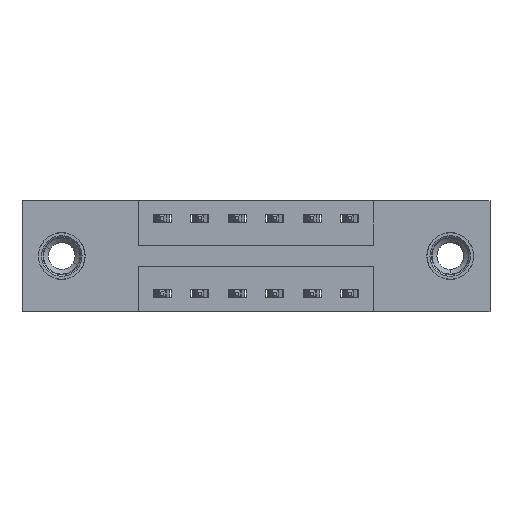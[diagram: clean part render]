
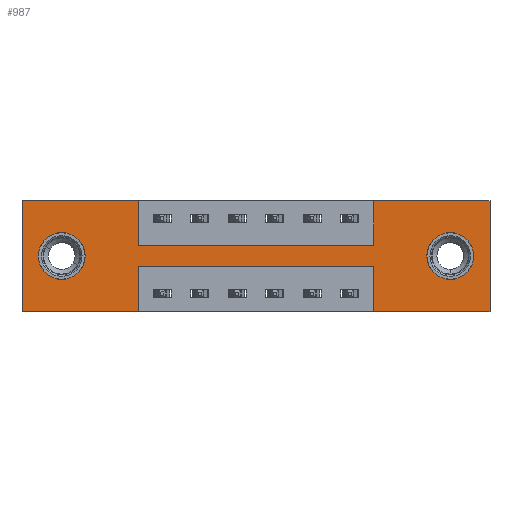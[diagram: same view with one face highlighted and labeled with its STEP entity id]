
A CAD part, front view. The second image highlights one B-rep face of the part: STEP entity #987.
In plain terms, the highlighted planar face has unit normal (0, -1, 0).
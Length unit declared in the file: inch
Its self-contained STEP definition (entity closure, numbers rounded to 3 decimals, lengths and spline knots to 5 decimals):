
#5 = ORIENTED_EDGE ( 'NONE', *, *, #9487, .F. ) ;
#130 = EDGE_CURVE ( 'NONE', #9387, #5008, #158, .T. ) ;
#158 = LINE ( 'NONE', #1521, #5369 ) ;
#164 = DIRECTION ( 'NONE',  ( 0., 0., 1. ) ) ;
#244 = CARTESIAN_POINT ( 'NONE',  ( 1.4275, 0., -0.185 ) ) ;
#294 = ORIENTED_EDGE ( 'NONE', *, *, #1545, .F. ) ;
#341 = CARTESIAN_POINT ( 'NONE',  ( 0.3875, 0., -0.22 ) ) ;
#382 = EDGE_CURVE ( 'NONE', #4665, #6445, #4753, .T. ) ;
#512 = DIRECTION ( 'NONE',  ( 0., 1., 0. ) ) ;
#577 = LINE ( 'NONE', #3865, #6969 ) ;
#668 = CIRCLE ( 'NONE', #4110, 0.078 ) ;
#809 = DIRECTION ( 'NONE',  ( 0., 0., 1. ) ) ;
#826 = DIRECTION ( 'NONE',  ( 0., 0., 1. ) ) ;
#987 = ADVANCED_FACE ( 'NONE', ( #4863, #6554, #4463 ), #7746, .T. ) ;
#1035 = DIRECTION ( 'NONE',  ( 0., 1., 0. ) ) ;
#1067 = CARTESIAN_POINT ( 'NONE',  ( 1.1725, 0., -0.37 ) ) ;
#1091 = DIRECTION ( 'NONE',  ( 1., 0., 0. ) ) ;
#1244 = EDGE_CURVE ( 'NONE', #4584, #3890, #8866, .T. ) ;
#1462 = DIRECTION ( 'NONE',  ( 1., 0., 0. ) ) ;
#1484 = CARTESIAN_POINT ( 'NONE',  ( 1.1725, 0., 0. ) ) ;
#1521 = CARTESIAN_POINT ( 'NONE',  ( 0., 0., -0.37 ) ) ;
#1545 = EDGE_CURVE ( 'NONE', #6289, #8983, #2887, .T. ) ;
#1553 = CARTESIAN_POINT ( 'NONE',  ( 0.1325, 0., -0.263 ) ) ;
#1650 = EDGE_CURVE ( 'NONE', #4204, #7100, #4573, .T. ) ;
#1690 = CARTESIAN_POINT ( 'NONE',  ( 0.3875, 0., -0.15 ) ) ;
#1702 = ORIENTED_EDGE ( 'NONE', *, *, #382, .F. ) ;
#1979 = ORIENTED_EDGE ( 'NONE', *, *, #6933, .F. ) ;
#2035 = CARTESIAN_POINT ( 'NONE',  ( 1.4275, 0., -0.185 ) ) ;
#2091 = DIRECTION ( 'NONE',  ( -1., 0., 0. ) ) ;
#2260 = DIRECTION ( 'NONE',  ( -1., 0., 0. ) ) ;
#2268 = LINE ( 'NONE', #4706, #2395 ) ;
#2280 = VERTEX_POINT ( 'NONE', #1067 ) ;
#2296 = VERTEX_POINT ( 'NONE', #8308 ) ;
#2345 = AXIS2_PLACEMENT_3D ( 'NONE', #3095, #4678, #6106 ) ;
#2395 = VECTOR ( 'NONE', #6922, 39.37008 ) ;
#2526 = DIRECTION ( 'NONE',  ( 0., -1., 0. ) ) ;
#2549 = CARTESIAN_POINT ( 'NONE',  ( 0.3875, 0., 0. ) ) ;
#2569 = VECTOR ( 'NONE', #5003, 39.37008 ) ;
#2586 = CARTESIAN_POINT ( 'NONE',  ( 1.4275, 0., -0.263 ) ) ;
#2589 = EDGE_LOOP ( 'NONE', ( #5022, #5965 ) ) ;
#2655 = CARTESIAN_POINT ( 'NONE',  ( 0.3875, 0., -0.15 ) ) ;
#2679 = EDGE_LOOP ( 'NONE', ( #8151, #6866 ) ) ;
#2720 = ORIENTED_EDGE ( 'NONE', *, *, #9000, .F. ) ;
#2739 = CARTESIAN_POINT ( 'NONE',  ( 0.3875, 0., -0.37 ) ) ;
#2766 = VECTOR ( 'NONE', #3198, 39.37008 ) ;
#2825 = VERTEX_POINT ( 'NONE', #6047 ) ;
#2854 = VECTOR ( 'NONE', #826, 39.37008 ) ;
#2885 = EDGE_CURVE ( 'NONE', #6129, #4665, #9739, .T. ) ;
#2887 = LINE ( 'NONE', #6844, #8922 ) ;
#3091 = CARTESIAN_POINT ( 'NONE',  ( 0., 0., 0. ) ) ;
#3095 = CARTESIAN_POINT ( 'NONE',  ( 0.1325, 0., -0.185 ) ) ;
#3110 = CARTESIAN_POINT ( 'NONE',  ( 0.1325, 0., -0.107 ) ) ;
#3173 = CARTESIAN_POINT ( 'NONE',  ( 1.1725, 0., -0.37 ) ) ;
#3177 = LINE ( 'NONE', #4907, #5153 ) ;
#3197 = ORIENTED_EDGE ( 'NONE', *, *, #8576, .F. ) ;
#3198 = DIRECTION ( 'NONE',  ( 0., 0., -1. ) ) ;
#3260 = AXIS2_PLACEMENT_3D ( 'NONE', #244, #1035, #4924 ) ;
#3281 = DIRECTION ( 'NONE',  ( 0., 1., 0. ) ) ;
#3380 = CARTESIAN_POINT ( 'NONE',  ( 0., 0., 0. ) ) ;
#3427 = CARTESIAN_POINT ( 'NONE',  ( 0.3875, 0., 0. ) ) ;
#3471 = EDGE_CURVE ( 'NONE', #2825, #6129, #6612, .T. ) ;
#3541 = ORIENTED_EDGE ( 'NONE', *, *, #130, .F. ) ;
#3631 = VECTOR ( 'NONE', #9550, 39.37008 ) ;
#3865 = CARTESIAN_POINT ( 'NONE',  ( 0.3875, 0., -0.22 ) ) ;
#3890 = VERTEX_POINT ( 'NONE', #3110 ) ;
#3954 = CARTESIAN_POINT ( 'NONE',  ( 1.1725, 0., -0.15 ) ) ;
#4110 = AXIS2_PLACEMENT_3D ( 'NONE', #7916, #3281, #8656 ) ;
#4199 = EDGE_CURVE ( 'NONE', #7100, #4204, #5720, .T. ) ;
#4204 = VERTEX_POINT ( 'NONE', #2586 ) ;
#4463 = FACE_OUTER_BOUND ( 'NONE', #5693, .T. ) ;
#4517 = EDGE_CURVE ( 'NONE', #2296, #2280, #2268, .T. ) ;
#4573 = CIRCLE ( 'NONE', #7129, 0.078 ) ;
#4584 = VERTEX_POINT ( 'NONE', #1553 ) ;
#4665 = VERTEX_POINT ( 'NONE', #1690 ) ;
#4678 = DIRECTION ( 'NONE',  ( 0., 1., 0. ) ) ;
#4706 = CARTESIAN_POINT ( 'NONE',  ( 0., 0., -0.37 ) ) ;
#4753 = LINE ( 'NONE', #2655, #2569 ) ;
#4863 = FACE_BOUND ( 'NONE', #2679, .T. ) ;
#4907 = CARTESIAN_POINT ( 'NONE',  ( 1.1725, 0., 0. ) ) ;
#4924 = DIRECTION ( 'NONE',  ( 0., 0., -1. ) ) ;
#5003 = DIRECTION ( 'NONE',  ( 1., 0., 0. ) ) ;
#5008 = VERTEX_POINT ( 'NONE', #6075 ) ;
#5022 = ORIENTED_EDGE ( 'NONE', *, *, #6103, .T. ) ;
#5153 = VECTOR ( 'NONE', #164, 39.37008 ) ;
#5188 = VECTOR ( 'NONE', #1091, 39.37008 ) ;
#5369 = VECTOR ( 'NONE', #2091, 39.37008 ) ;
#5460 = CARTESIAN_POINT ( 'NONE',  ( 1.56, 0., 0. ) ) ;
#5634 = LINE ( 'NONE', #2739, #8504 ) ;
#5654 = AXIS2_PLACEMENT_3D ( 'NONE', #7139, #2526, #8690 ) ;
#5693 = EDGE_LOOP ( 'NONE', ( #1979, #2720, #5788, #6169, #5, #294, #3197, #1702, #7356, #9701, #9836, #3541 ) ) ;
#5720 = CIRCLE ( 'NONE', #3260, 0.078 ) ;
#5788 = ORIENTED_EDGE ( 'NONE', *, *, #7355, .F. ) ;
#5960 = DIRECTION ( 'NONE',  ( 0., 0., -1. ) ) ;
#5965 = ORIENTED_EDGE ( 'NONE', *, *, #1244, .T. ) ;
#6047 = CARTESIAN_POINT ( 'NONE',  ( 0., 0., 0. ) ) ;
#6075 = CARTESIAN_POINT ( 'NONE',  ( 0., 0., -0.37 ) ) ;
#6103 = EDGE_CURVE ( 'NONE', #3890, #4584, #668, .T. ) ;
#6106 = DIRECTION ( 'NONE',  ( 0., 0., 1. ) ) ;
#6129 = VERTEX_POINT ( 'NONE', #2549 ) ;
#6169 = ORIENTED_EDGE ( 'NONE', *, *, #4517, .F. ) ;
#6289 = VERTEX_POINT ( 'NONE', #1484 ) ;
#6445 = VERTEX_POINT ( 'NONE', #3954 ) ;
#6532 = CARTESIAN_POINT ( 'NONE',  ( 1.1725, 0., -0.22 ) ) ;
#6554 = FACE_BOUND ( 'NONE', #2589, .T. ) ;
#6612 = LINE ( 'NONE', #3380, #5188 ) ;
#6844 = CARTESIAN_POINT ( 'NONE',  ( 0., 0., 0. ) ) ;
#6866 = ORIENTED_EDGE ( 'NONE', *, *, #1650, .T. ) ;
#6870 = LINE ( 'NONE', #5460, #2766 ) ;
#6922 = DIRECTION ( 'NONE',  ( -1., 0., 0. ) ) ;
#6933 = EDGE_CURVE ( 'NONE', #7493, #9387, #5634, .T. ) ;
#6942 = CARTESIAN_POINT ( 'NONE',  ( 1.56, 0., 0. ) ) ;
#6969 = VECTOR ( 'NONE', #2260, 39.37008 ) ;
#7100 = VERTEX_POINT ( 'NONE', #9563 ) ;
#7129 = AXIS2_PLACEMENT_3D ( 'NONE', #2035, #512, #5960 ) ;
#7139 = CARTESIAN_POINT ( 'NONE',  ( 0., 0., -0.37 ) ) ;
#7195 = LINE ( 'NONE', #3173, #2854 ) ;
#7355 = EDGE_CURVE ( 'NONE', #2280, #8740, #7195, .T. ) ;
#7356 = ORIENTED_EDGE ( 'NONE', *, *, #2885, .F. ) ;
#7493 = VERTEX_POINT ( 'NONE', #341 ) ;
#7595 = VECTOR ( 'NONE', #809, 39.37008 ) ;
#7746 = PLANE ( 'NONE',  #5654 ) ;
#7885 = LINE ( 'NONE', #3091, #7595 ) ;
#7916 = CARTESIAN_POINT ( 'NONE',  ( 0.1325, 0., -0.185 ) ) ;
#8123 = DIRECTION ( 'NONE',  ( 0., 0., -1. ) ) ;
#8151 = ORIENTED_EDGE ( 'NONE', *, *, #4199, .T. ) ;
#8305 = EDGE_CURVE ( 'NONE', #5008, #2825, #7885, .T. ) ;
#8308 = CARTESIAN_POINT ( 'NONE',  ( 1.56, 0., -0.37 ) ) ;
#8504 = VECTOR ( 'NONE', #8123, 39.37008 ) ;
#8576 = EDGE_CURVE ( 'NONE', #6445, #6289, #3177, .T. ) ;
#8656 = DIRECTION ( 'NONE',  ( 0., 0., 1. ) ) ;
#8690 = DIRECTION ( 'NONE',  ( 0., 0., -1. ) ) ;
#8740 = VERTEX_POINT ( 'NONE', #6532 ) ;
#8866 = CIRCLE ( 'NONE', #2345, 0.078 ) ;
#8922 = VECTOR ( 'NONE', #1462, 39.37008 ) ;
#8983 = VERTEX_POINT ( 'NONE', #6942 ) ;
#9000 = EDGE_CURVE ( 'NONE', #8740, #7493, #577, .T. ) ;
#9110 = CARTESIAN_POINT ( 'NONE',  ( 0.3875, 0., -0.37 ) ) ;
#9387 = VERTEX_POINT ( 'NONE', #9110 ) ;
#9487 = EDGE_CURVE ( 'NONE', #8983, #2296, #6870, .T. ) ;
#9550 = DIRECTION ( 'NONE',  ( 0., 0., -1. ) ) ;
#9563 = CARTESIAN_POINT ( 'NONE',  ( 1.4275, 0., -0.107 ) ) ;
#9701 = ORIENTED_EDGE ( 'NONE', *, *, #3471, .F. ) ;
#9739 = LINE ( 'NONE', #3427, #3631 ) ;
#9836 = ORIENTED_EDGE ( 'NONE', *, *, #8305, .F. ) ;
